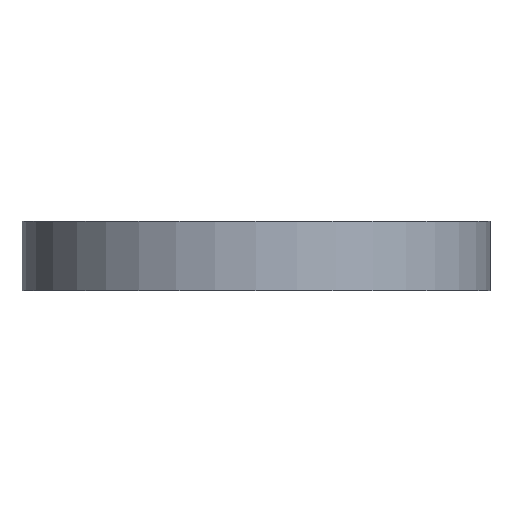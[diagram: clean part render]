
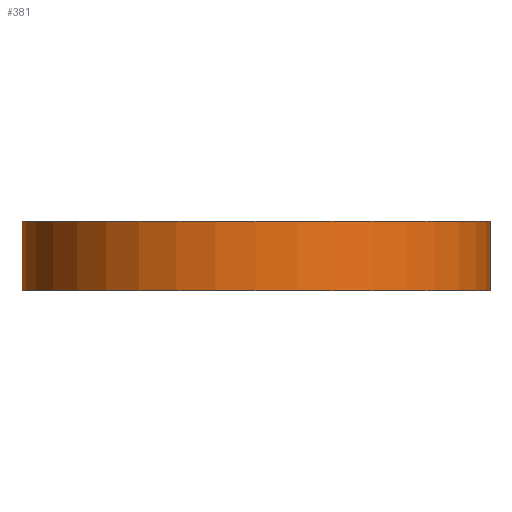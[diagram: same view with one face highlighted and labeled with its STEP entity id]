
A CAD part, front view. The second image highlights one B-rep face of the part: STEP entity #381.
In plain terms, the highlighted cylindrical face has radius 57 mm (diameter 114 mm), a partial arc.
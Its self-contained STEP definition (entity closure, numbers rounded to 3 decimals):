
#7 = EDGE_CURVE ( 'NONE', #76, #41, #49, .T. ) ;
#31 = EDGE_CURVE ( 'NONE', #268, #391, #225, .T. ) ;
#41 = VERTEX_POINT ( 'NONE', #130 ) ;
#42 = EDGE_CURVE ( 'NONE', #268, #76, #332, .T. ) ;
#49 = LINE ( 'NONE', #282, #280 ) ;
#52 = CARTESIAN_POINT ( 'NONE',  ( -57., 0., 3.316 ) ) ;
#57 = AXIS2_PLACEMENT_3D ( 'NONE', #389, #365, #108 ) ;
#76 = VERTEX_POINT ( 'NONE', #52 ) ;
#104 = CIRCLE ( 'NONE', #57, 57. ) ;
#108 = DIRECTION ( 'NONE',  ( -1., 0., 0. ) ) ;
#110 = ORIENTED_EDGE ( 'NONE', *, *, #42, .T. ) ;
#120 = VECTOR ( 'NONE', #405, 1000. ) ;
#125 = DIRECTION ( 'NONE',  ( 0., 0., -1. ) ) ;
#130 = CARTESIAN_POINT ( 'NONE',  ( -57., 0., -13.584 ) ) ;
#160 = EDGE_CURVE ( 'NONE', #391, #41, #104, .T. ) ;
#173 = ORIENTED_EDGE ( 'NONE', *, *, #7, .T. ) ;
#174 = ORIENTED_EDGE ( 'NONE', *, *, #160, .F. ) ;
#179 = CARTESIAN_POINT ( 'NONE',  ( 57., 0., 3.316 ) ) ;
#180 = CARTESIAN_POINT ( 'NONE',  ( 0., 0., -89.202 ) ) ;
#187 = CARTESIAN_POINT ( 'NONE',  ( 57., 0., -13.584 ) ) ;
#190 = DIRECTION ( 'NONE',  ( 0., 0., -1. ) ) ;
#210 = FACE_OUTER_BOUND ( 'NONE', #251, .T. ) ;
#211 = CARTESIAN_POINT ( 'NONE',  ( 57., 0., -89.202 ) ) ;
#225 = LINE ( 'NONE', #211, #120 ) ;
#251 = EDGE_LOOP ( 'NONE', ( #297, #110, #173, #174 ) ) ;
#252 = CYLINDRICAL_SURFACE ( 'NONE', #407, 57. ) ;
#255 = DIRECTION ( 'NONE',  ( 0., 0., -1. ) ) ;
#268 = VERTEX_POINT ( 'NONE', #179 ) ;
#280 = VECTOR ( 'NONE', #190, 1000. ) ;
#282 = CARTESIAN_POINT ( 'NONE',  ( -57., 0., -89.202 ) ) ;
#296 = AXIS2_PLACEMENT_3D ( 'NONE', #307, #255, #378 ) ;
#297 = ORIENTED_EDGE ( 'NONE', *, *, #31, .F. ) ;
#307 = CARTESIAN_POINT ( 'NONE',  ( 0., 0., 3.316 ) ) ;
#332 = CIRCLE ( 'NONE', #296, 57. ) ;
#365 = DIRECTION ( 'NONE',  ( 0., 0., -1. ) ) ;
#374 = DIRECTION ( 'NONE',  ( -1., 0., 0. ) ) ;
#378 = DIRECTION ( 'NONE',  ( -1., 0., 0. ) ) ;
#381 = ADVANCED_FACE ( 'NONE', ( #210 ), #252, .T. ) ;
#389 = CARTESIAN_POINT ( 'NONE',  ( 0., 0., -13.584 ) ) ;
#391 = VERTEX_POINT ( 'NONE', #187 ) ;
#405 = DIRECTION ( 'NONE',  ( 0., 0., -1. ) ) ;
#407 = AXIS2_PLACEMENT_3D ( 'NONE', #180, #125, #374 ) ;
